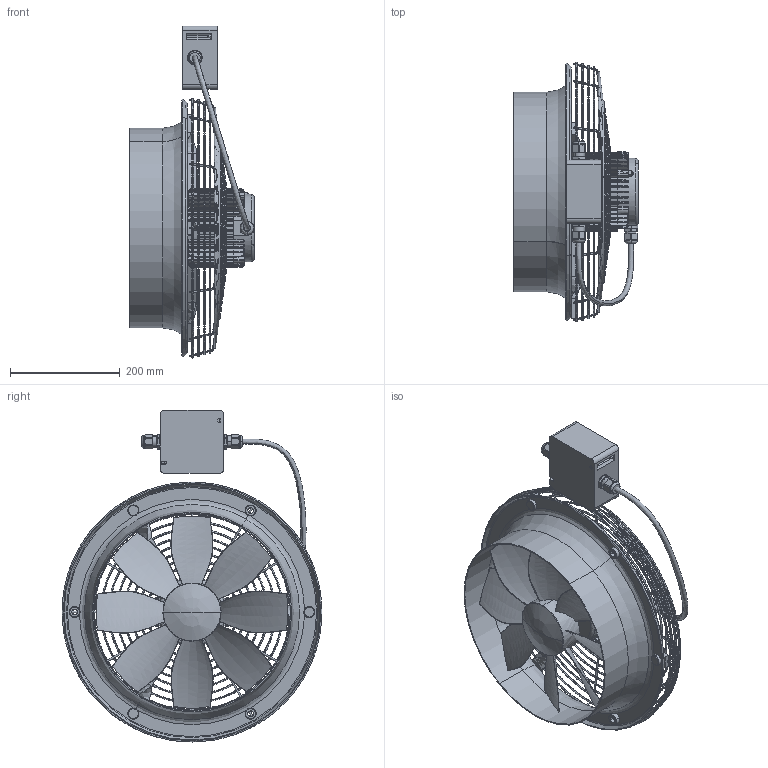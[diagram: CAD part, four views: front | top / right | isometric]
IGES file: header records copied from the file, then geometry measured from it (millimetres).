
Start section: Elysium IGES Interface
Global section: file name: 84H0094.0208_DZS_35_6_B_Ex_t.igs; native system: PTC Creo Elements/Direct Modeling 19.0C  15-Aug-2015; preprocessor: Creo Element/Direct IGES_3D V2.2; author: Unknown; organization: Unknown; date: 20221130.091640; units: millimetre
Bounding box: 227.5 x 473.94 x 605.51 mm (x, y, z)
Volume: 3940914.5 mm3; surface area: 986387.4 mm2
Topology: 3 solids, 4 shells, 1510 faces, 4115 edges, 2510 vertices
Faces by surface type: bspline 1510
